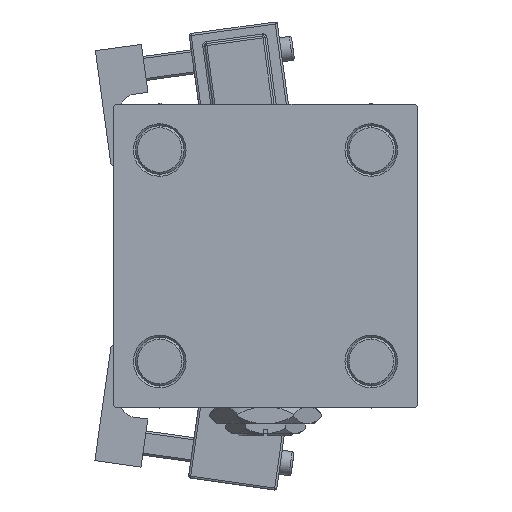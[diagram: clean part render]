
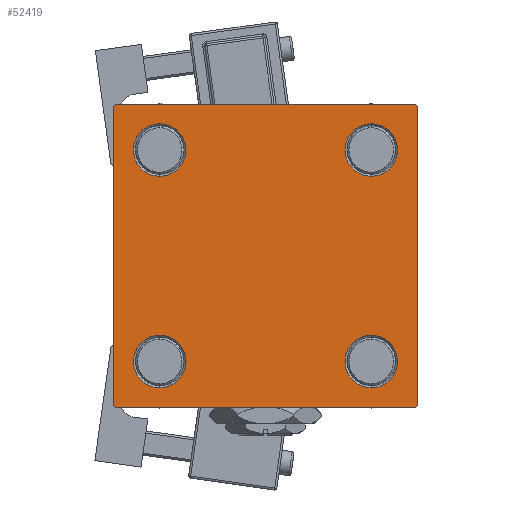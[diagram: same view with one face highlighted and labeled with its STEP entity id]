
A CAD part, left-side view. The second image highlights one B-rep face of the part: STEP entity #52419.
In plain terms, the highlighted planar face has unit normal (-1, 0, 0).
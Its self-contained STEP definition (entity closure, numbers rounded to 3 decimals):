
#732 = CARTESIAN_POINT ( 'NONE',  ( 0., -37., -37.5 ) ) ;
#1089 = ORIENTED_EDGE ( 'NONE', *, *, #30092, .F. ) ;
#2104 = VERTEX_POINT ( 'NONE', #12552 ) ;
#2267 = VERTEX_POINT ( 'NONE', #7691 ) ;
#2523 = CARTESIAN_POINT ( 'NONE',  ( 0., -26.15, 26.15 ) ) ;
#2627 = EDGE_LOOP ( 'NONE', ( #39359, #54147 ) ) ;
#2699 = LINE ( 'NONE', #2983, #54302 ) ;
#2897 = FACE_BOUND ( 'NONE', #34638, .T. ) ;
#2983 = CARTESIAN_POINT ( 'NONE',  ( 0., 37.5, 37.5 ) ) ;
#2998 = VERTEX_POINT ( 'NONE', #6113 ) ;
#3616 = VERTEX_POINT ( 'NONE', #52660 ) ;
#3840 = CARTESIAN_POINT ( 'NONE',  ( 0., 37.5, 37.5 ) ) ;
#3977 = CARTESIAN_POINT ( 'NONE',  ( 0., 26.15, 26.15 ) ) ;
#4119 = ORIENTED_EDGE ( 'NONE', *, *, #45247, .T. ) ;
#4152 = EDGE_CURVE ( 'NONE', #45296, #51666, #52250, .T. ) ;
#4402 = LINE ( 'NONE', #3840, #35377 ) ;
#4718 = VERTEX_POINT ( 'NONE', #49262 ) ;
#6113 = CARTESIAN_POINT ( 'NONE',  ( 0., 37.5, -37. ) ) ;
#6569 = CIRCLE ( 'NONE', #46956, 6.5 ) ;
#6571 = VECTOR ( 'NONE', #48686, 1000. ) ;
#7332 = EDGE_CURVE ( 'NONE', #7493, #51666, #22712, .T. ) ;
#7493 = VERTEX_POINT ( 'NONE', #44202 ) ;
#7691 = CARTESIAN_POINT ( 'NONE',  ( 0., 26.15, 32.65 ) ) ;
#8015 = LINE ( 'NONE', #54999, #21251 ) ;
#8105 = EDGE_CURVE ( 'NONE', #50673, #51937, #17274, .T. ) ;
#8243 = FACE_OUTER_BOUND ( 'NONE', #46361, .T. ) ;
#8490 = DIRECTION ( 'NONE',  ( 1., 0., 0. ) ) ;
#8538 = AXIS2_PLACEMENT_3D ( 'NONE', #35223, #9903, #35776 ) ;
#9050 = ORIENTED_EDGE ( 'NONE', *, *, #23145, .T. ) ;
#9903 = DIRECTION ( 'NONE',  ( 1., 0., 0. ) ) ;
#10971 = EDGE_CURVE ( 'NONE', #4718, #42087, #41440, .T. ) ;
#11878 = ORIENTED_EDGE ( 'NONE', *, *, #14109, .T. ) ;
#12222 = ORIENTED_EDGE ( 'NONE', *, *, #16459, .T. ) ;
#12552 = CARTESIAN_POINT ( 'NONE',  ( 0., -26.15, -19.65 ) ) ;
#13435 = DIRECTION ( 'NONE',  ( 0., 0., -1. ) ) ;
#14081 = EDGE_CURVE ( 'NONE', #16687, #3616, #14967, .T. ) ;
#14109 = EDGE_CURVE ( 'NONE', #51937, #50673, #29013, .T. ) ;
#14640 = CIRCLE ( 'NONE', #46028, 6.5 ) ;
#14967 = LINE ( 'NONE', #32109, #6571 ) ;
#15381 = CARTESIAN_POINT ( 'NONE',  ( 0., -37.5, 37.5 ) ) ;
#16045 = LINE ( 'NONE', #46386, #43999 ) ;
#16276 = DIRECTION ( 'NONE',  ( 1., 0., 0. ) ) ;
#16459 = EDGE_CURVE ( 'NONE', #7493, #32814, #16045, .T. ) ;
#16520 = DIRECTION ( 'NONE',  ( 0., -1., 0. ) ) ;
#16687 = VERTEX_POINT ( 'NONE', #44397 ) ;
#16704 = CARTESIAN_POINT ( 'NONE',  ( 0., -26.15, -32.65 ) ) ;
#17195 = VECTOR ( 'NONE', #48558, 1000. ) ;
#17274 = CIRCLE ( 'NONE', #41446, 6.5 ) ;
#20090 = FACE_BOUND ( 'NONE', #45609, .T. ) ;
#20852 = DIRECTION ( 'NONE',  ( 0., -0.707, -0.707 ) ) ;
#20884 = DIRECTION ( 'NONE',  ( 0., 0., 1. ) ) ;
#20925 = PLANE ( 'NONE',  #31921 ) ;
#20974 = DIRECTION ( 'NONE',  ( 0., -1., 0. ) ) ;
#21251 = VECTOR ( 'NONE', #20974, 1000. ) ;
#22712 = LINE ( 'NONE', #15381, #17195 ) ;
#23145 = EDGE_CURVE ( 'NONE', #35391, #2104, #6569, .T. ) ;
#24377 = EDGE_CURVE ( 'NONE', #42087, #4718, #31671, .T. ) ;
#25017 = DIRECTION ( 'NONE',  ( 1., 0., 0. ) ) ;
#25423 = ORIENTED_EDGE ( 'NONE', *, *, #14081, .T. ) ;
#26400 = ORIENTED_EDGE ( 'NONE', *, *, #7332, .F. ) ;
#27031 = DIRECTION ( 'NONE',  ( 0., 0., 1. ) ) ;
#27334 = DIRECTION ( 'NONE',  ( 0., 0., 1. ) ) ;
#27860 = DIRECTION ( 'NONE',  ( 1., 0., 0. ) ) ;
#28342 = EDGE_LOOP ( 'NONE', ( #40309, #35187 ) ) ;
#28792 = CARTESIAN_POINT ( 'NONE',  ( 0., 0., 0. ) ) ;
#29013 = CIRCLE ( 'NONE', #31724, 6.5 ) ;
#29321 = ORIENTED_EDGE ( 'NONE', *, *, #38883, .T. ) ;
#29404 = CARTESIAN_POINT ( 'NONE',  ( 0., -37.5, -37. ) ) ;
#29923 = ORIENTED_EDGE ( 'NONE', *, *, #51677, .T. ) ;
#30092 = EDGE_CURVE ( 'NONE', #16687, #32814, #2699, .T. ) ;
#30154 = CARTESIAN_POINT ( 'NONE',  ( 0., -26.15, 32.65 ) ) ;
#31671 = CIRCLE ( 'NONE', #47794, 6.5 ) ;
#31724 = AXIS2_PLACEMENT_3D ( 'NONE', #2523, #44750, #27334 ) ;
#31921 = AXIS2_PLACEMENT_3D ( 'NONE', #28792, #45662, #33293 ) ;
#32109 = CARTESIAN_POINT ( 'NONE',  ( 0., 37.25, 37.25 ) ) ;
#32694 = DIRECTION ( 'NONE',  ( 1., 0., 0. ) ) ;
#32814 = VERTEX_POINT ( 'NONE', #50622 ) ;
#33293 = DIRECTION ( 'NONE',  ( 0., 0., 1. ) ) ;
#33503 = ORIENTED_EDGE ( 'NONE', *, *, #4152, .T. ) ;
#33701 = DIRECTION ( 'NONE',  ( 0., 0., 1. ) ) ;
#34638 = EDGE_LOOP ( 'NONE', ( #48874, #9050 ) ) ;
#35187 = ORIENTED_EDGE ( 'NONE', *, *, #43872, .T. ) ;
#35223 = CARTESIAN_POINT ( 'NONE',  ( 0., -26.15, -26.15 ) ) ;
#35377 = VECTOR ( 'NONE', #13435, 1000. ) ;
#35391 = VERTEX_POINT ( 'NONE', #16704 ) ;
#35776 = DIRECTION ( 'NONE',  ( 0., 0., 1. ) ) ;
#35786 = CARTESIAN_POINT ( 'NONE',  ( 0., 37., -37.5 ) ) ;
#35982 = DIRECTION ( 'NONE',  ( 0., 0., 1. ) ) ;
#37226 = FACE_BOUND ( 'NONE', #28342, .T. ) ;
#37286 = CIRCLE ( 'NONE', #8538, 6.5 ) ;
#37357 = CARTESIAN_POINT ( 'NONE',  ( 0., 26.15, -19.65 ) ) ;
#37627 = CARTESIAN_POINT ( 'NONE',  ( 0., -26.15, 26.15 ) ) ;
#37737 = DIRECTION ( 'NONE',  ( 0., 0., 1. ) ) ;
#38883 = EDGE_CURVE ( 'NONE', #2998, #42585, #50662, .T. ) ;
#39309 = CARTESIAN_POINT ( 'NONE',  ( 0., -37.25, -37.25 ) ) ;
#39359 = ORIENTED_EDGE ( 'NONE', *, *, #24377, .T. ) ;
#39938 = DIRECTION ( 'NONE',  ( 1., 0., 0. ) ) ;
#40309 = ORIENTED_EDGE ( 'NONE', *, *, #50832, .T. ) ;
#40427 = VECTOR ( 'NONE', #47728, 1000. ) ;
#41129 = CARTESIAN_POINT ( 'NONE',  ( 0., 26.15, -26.15 ) ) ;
#41328 = DIRECTION ( 'NONE',  ( 0., 0.707, 0.707 ) ) ;
#41440 = CIRCLE ( 'NONE', #49556, 6.5 ) ;
#41446 = AXIS2_PLACEMENT_3D ( 'NONE', #37627, #16276, #33701 ) ;
#42087 = VERTEX_POINT ( 'NONE', #37357 ) ;
#42270 = CARTESIAN_POINT ( 'NONE',  ( 0., 26.15, 19.65 ) ) ;
#42518 = VERTEX_POINT ( 'NONE', #42270 ) ;
#42585 = VERTEX_POINT ( 'NONE', #35786 ) ;
#43872 = EDGE_CURVE ( 'NONE', #42518, #2267, #14640, .T. ) ;
#43999 = VECTOR ( 'NONE', #41328, 1000. ) ;
#44202 = CARTESIAN_POINT ( 'NONE',  ( 0., -37.5, 37. ) ) ;
#44397 = CARTESIAN_POINT ( 'NONE',  ( 0., 37., 37.5 ) ) ;
#44750 = DIRECTION ( 'NONE',  ( 1., 0., 0. ) ) ;
#44966 = CARTESIAN_POINT ( 'NONE',  ( 0., -26.15, -26.15 ) ) ;
#45247 = EDGE_CURVE ( 'NONE', #3616, #2998, #4402, .T. ) ;
#45296 = VERTEX_POINT ( 'NONE', #732 ) ;
#45539 = CARTESIAN_POINT ( 'NONE',  ( 0., 26.15, 26.15 ) ) ;
#45609 = EDGE_LOOP ( 'NONE', ( #52196, #11878 ) ) ;
#45662 = DIRECTION ( 'NONE',  ( -1., 0., 0. ) ) ;
#45870 = CARTESIAN_POINT ( 'NONE',  ( 0., 37.25, -37.25 ) ) ;
#46028 = AXIS2_PLACEMENT_3D ( 'NONE', #45539, #25017, #54264 ) ;
#46361 = EDGE_LOOP ( 'NONE', ( #4119, #29321, #29923, #33503, #26400, #12222, #1089, #25423 ) ) ;
#46386 = CARTESIAN_POINT ( 'NONE',  ( 0., -37.25, 37.25 ) ) ;
#46745 = CARTESIAN_POINT ( 'NONE',  ( 0., -26.15, 19.65 ) ) ;
#46956 = AXIS2_PLACEMENT_3D ( 'NONE', #44966, #39938, #35982 ) ;
#47249 = CIRCLE ( 'NONE', #48131, 6.5 ) ;
#47728 = DIRECTION ( 'NONE',  ( 0., -0.707, 0.707 ) ) ;
#47794 = AXIS2_PLACEMENT_3D ( 'NONE', #49227, #27860, #27031 ) ;
#48131 = AXIS2_PLACEMENT_3D ( 'NONE', #3977, #8490, #20884 ) ;
#48558 = DIRECTION ( 'NONE',  ( 0., 0., -1. ) ) ;
#48649 = EDGE_CURVE ( 'NONE', #2104, #35391, #37286, .T. ) ;
#48686 = DIRECTION ( 'NONE',  ( 0., 0.707, -0.707 ) ) ;
#48874 = ORIENTED_EDGE ( 'NONE', *, *, #48649, .T. ) ;
#49194 = VECTOR ( 'NONE', #20852, 1000. ) ;
#49227 = CARTESIAN_POINT ( 'NONE',  ( 0., 26.15, -26.15 ) ) ;
#49262 = CARTESIAN_POINT ( 'NONE',  ( 0., 26.15, -32.65 ) ) ;
#49556 = AXIS2_PLACEMENT_3D ( 'NONE', #41129, #32694, #37737 ) ;
#50622 = CARTESIAN_POINT ( 'NONE',  ( 0., -37., 37.5 ) ) ;
#50662 = LINE ( 'NONE', #45870, #49194 ) ;
#50673 = VERTEX_POINT ( 'NONE', #30154 ) ;
#50832 = EDGE_CURVE ( 'NONE', #2267, #42518, #47249, .T. ) ;
#51666 = VERTEX_POINT ( 'NONE', #29404 ) ;
#51677 = EDGE_CURVE ( 'NONE', #42585, #45296, #8015, .T. ) ;
#51937 = VERTEX_POINT ( 'NONE', #46745 ) ;
#52196 = ORIENTED_EDGE ( 'NONE', *, *, #8105, .T. ) ;
#52250 = LINE ( 'NONE', #39309, #40427 ) ;
#52419 = ADVANCED_FACE ( 'NONE', ( #20090, #2897, #54396, #37226, #8243 ), #20925, .T. ) ;
#52660 = CARTESIAN_POINT ( 'NONE',  ( 0., 37.5, 37. ) ) ;
#54147 = ORIENTED_EDGE ( 'NONE', *, *, #10971, .T. ) ;
#54264 = DIRECTION ( 'NONE',  ( 0., 0., 1. ) ) ;
#54302 = VECTOR ( 'NONE', #16520, 1000. ) ;
#54396 = FACE_BOUND ( 'NONE', #2627, .T. ) ;
#54999 = CARTESIAN_POINT ( 'NONE',  ( 0., 37.5, -37.5 ) ) ;
